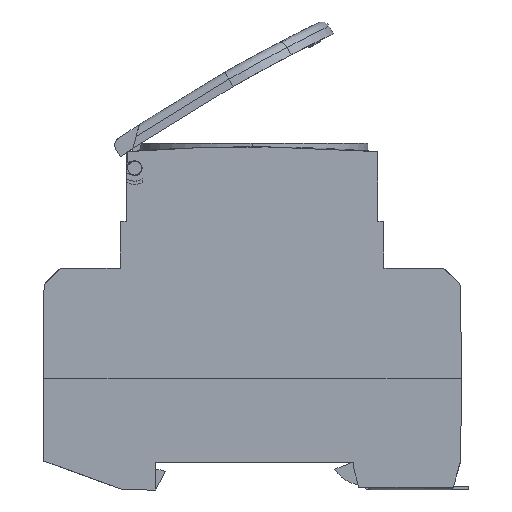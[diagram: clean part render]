
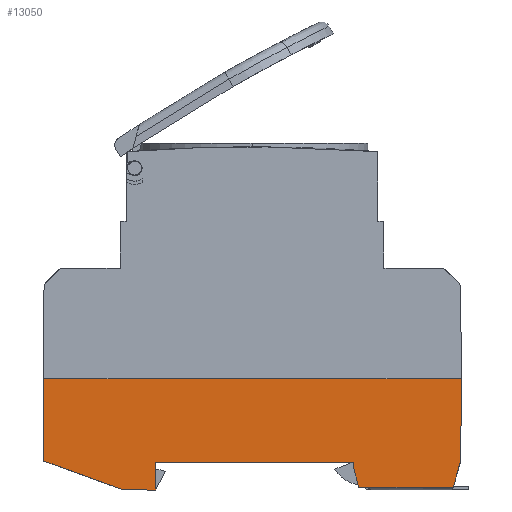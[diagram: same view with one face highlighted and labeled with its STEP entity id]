
A CAD part, left-side view. The second image highlights one B-rep face of the part: STEP entity #13050.
In plain terms, the highlighted planar face has unit normal (-1, 0, -0.009).
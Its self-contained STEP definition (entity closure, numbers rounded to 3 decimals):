
#1596 = EDGE_LOOP ( 'NONE', ( #12666, #12692, #12678, #12673, #12696, #12668, #12701, #11362, #11352, #11338, #11350, #11408, #11315 ) ) ;
#1984 = VERTEX_POINT ( 'NONE', #12134 ) ;
#1990 = VERTEX_POINT ( 'NONE', #12097 ) ;
#2016 = VERTEX_POINT ( 'NONE', #12084 ) ;
#2024 = VERTEX_POINT ( 'NONE', #12111 ) ;
#2041 = VERTEX_POINT ( 'NONE', #12168 ) ;
#2069 = VERTEX_POINT ( 'NONE', #12158 ) ;
#2073 = VERTEX_POINT ( 'NONE', #12147 ) ;
#2074 = VERTEX_POINT ( 'NONE', #12193 ) ;
#2075 = VERTEX_POINT ( 'NONE', #12194 ) ;
#6154 = VERTEX_POINT ( 'NONE', #12177 ) ;
#7315 = VERTEX_POINT ( 'NONE', #12398 ) ;
#7327 = VERTEX_POINT ( 'NONE', #12400 ) ;
#9752 = B_SPLINE_CURVE_WITH_KNOTS ( 'NONE', 3,
 ( #46719, #46753, #46755, #46757 ),
 .UNSPECIFIED., .F., .F.,
 ( 4, 4 ),
 ( 0., 1. ),
 .UNSPECIFIED. ) ;
#9793 = B_SPLINE_CURVE_WITH_KNOTS ( 'NONE', 3,
 ( #45771, #45701, #45667, #45747 ),
 .UNSPECIFIED., .F., .F.,
 ( 4, 4 ),
 ( 0., 1. ),
 .UNSPECIFIED. ) ;
#9865 = B_SPLINE_CURVE_WITH_KNOTS ( 'NONE', 3,
 ( #48032, #48067, #48041, #48057 ),
 .UNSPECIFIED., .F., .F.,
 ( 4, 4 ),
 ( 0., 1. ),
 .UNSPECIFIED. ) ;
#11017 = EDGE_CURVE ( 'NONE', #7327, #7315, #24878, .T. ) ;
#11112 = EDGE_CURVE ( 'NONE', #2024, #2073, #26049, .T. ) ;
#11117 = EDGE_CURVE ( 'NONE', #2073, #2069, #26031, .T. ) ;
#11141 = EDGE_CURVE ( 'NONE', #2016, #1984, #26169, .T. ) ;
#11142 = EDGE_CURVE ( 'NONE', #2041, #1990, #26126, .T. ) ;
#11170 = EDGE_CURVE ( 'NONE', #2074, #2075, #26391, .T. ) ;
#11187 = EDGE_CURVE ( 'NONE', #2075, #2016, #26412, .T. ) ;
#11189 = EDGE_CURVE ( 'NONE', #2069, #2041, #26497, .T. ) ;
#11197 = EDGE_CURVE ( 'NONE', #1984, #7327, #26461, .T. ) ;
#11228 = EDGE_CURVE ( 'NONE', #7315, #2024, #26590, .T. ) ;
#11315 = ORIENTED_EDGE ( 'NONE', *, *, #11187, .F. ) ;
#11338 = ORIENTED_EDGE ( 'NONE', *, *, #11017, .F. ) ;
#11350 = ORIENTED_EDGE ( 'NONE', *, *, #11197, .F. ) ;
#11352 = ORIENTED_EDGE ( 'NONE', *, *, #11228, .F. ) ;
#11362 = ORIENTED_EDGE ( 'NONE', *, *, #11112, .F. ) ;
#11408 = ORIENTED_EDGE ( 'NONE', *, *, #11141, .F. ) ;
#12084 = CARTESIAN_POINT ( 'NONE',  ( -22.326, -36.572, -44.9 ) ) ;
#12097 = CARTESIAN_POINT ( 'NONE',  ( -22.498, 37.955, -25.2 ) ) ;
#12111 = CARTESIAN_POINT ( 'NONE',  ( -22.365, 17.5, -40.35 ) ) ;
#12134 = CARTESIAN_POINT ( 'NONE',  ( -22.326, -19.398, -44.9 ) ) ;
#12147 = CARTESIAN_POINT ( 'NONE',  ( -22.321, 17.5, -45.4 ) ) ;
#12158 = CARTESIAN_POINT ( 'NONE',  ( -22.321, 23.363, -45.4 ) ) ;
#12168 = CARTESIAN_POINT ( 'NONE',  ( -22.367, 37.825, -40.136 ) ) ;
#12177 = CARTESIAN_POINT ( 'NONE',  ( -22.498, 23.975, -25.2 ) ) ;
#12193 = CARTESIAN_POINT ( 'NONE',  ( -22.498, -38.045, -25.2 ) ) ;
#12194 = CARTESIAN_POINT ( 'NONE',  ( -22.368, -37.915, -40.055 ) ) ;
#12398 = CARTESIAN_POINT ( 'NONE',  ( -22.365, -18.5, -40.35 ) ) ;
#12400 = CARTESIAN_POINT ( 'NONE',  ( -22.355, -18.5, -41.55 ) ) ;
#12666 = ORIENTED_EDGE ( 'NONE', *, *, #11170, .F. ) ;
#12668 = ORIENTED_EDGE ( 'NONE', *, *, #11189, .F. ) ;
#12673 = ORIENTED_EDGE ( 'NONE', *, *, #13231, .F. ) ;
#12678 = ORIENTED_EDGE ( 'NONE', *, *, #13190, .F. ) ;
#12692 = ORIENTED_EDGE ( 'NONE', *, *, #13287, .F. ) ;
#12696 = ORIENTED_EDGE ( 'NONE', *, *, #11142, .F. ) ;
#12701 = ORIENTED_EDGE ( 'NONE', *, *, #11117, .F. ) ;
#13050 = ADVANCED_FACE ( 'NONE', ( #41839 ), #41800, .F. ) ;
#13190 = EDGE_CURVE ( 'NONE', #6154, #24379, #9793, .T. ) ;
#13231 = EDGE_CURVE ( 'NONE', #1990, #6154, #9752, .T. ) ;
#13287 = EDGE_CURVE ( 'NONE', #24379, #2074, #9865, .T. ) ;
#24379 = VERTEX_POINT ( 'NONE', #40202 ) ;
#24857 = CARTESIAN_POINT ( 'NONE',  ( -22.355, -18.5, -41.55 ) ) ;
#24878 = LINE ( 'NONE', #24857, #48264 ) ;
#24879 = DIRECTION ( 'NONE',  ( -0.009, 0., 1. ) ) ;
#26031 = LINE ( 'NONE', #26057, #39879 ) ;
#26032 = DIRECTION ( 'NONE',  ( 0.009, 0., -1. ) ) ;
#26049 = LINE ( 'NONE', #26064, #39922 ) ;
#26057 = CARTESIAN_POINT ( 'NONE',  ( -22.321, 65.75, -45.4 ) ) ;
#26059 = DIRECTION ( 'NONE',  ( 0., 1., 0. ) ) ;
#26064 = CARTESIAN_POINT ( 'NONE',  ( -22.301, 17.5, -47.702 ) ) ;
#26124 = DIRECTION ( 'NONE',  ( 0., 1., 0. ) ) ;
#26126 = LINE ( 'NONE', #26221, #39888 ) ;
#26143 = CARTESIAN_POINT ( 'NONE',  ( -22.326, 65.75, -44.9 ) ) ;
#26169 = LINE ( 'NONE', #26143, #39839 ) ;
#26212 = DIRECTION ( 'NONE',  ( -0.009, 0.009, 1. ) ) ;
#26221 = CARTESIAN_POINT ( 'NONE',  ( -22.367, 37.825, -40.136 ) ) ;
#26344 = DIRECTION ( 'NONE',  ( 0.009, 0.009, -1. ) ) ;
#26391 = LINE ( 'NONE', #26392, #39988 ) ;
#26392 = CARTESIAN_POINT ( 'NONE',  ( -22.498, -38.045, -25.2 ) ) ;
#26412 = LINE ( 'NONE', #26492, #39967 ) ;
#26450 = DIRECTION ( 'NONE',  ( -0.003, 0.94, 0.342 ) ) ;
#26461 = LINE ( 'NONE', #26487, #39978 ) ;
#26477 = DIRECTION ( 'NONE',  ( -0.008, 0.259, 0.966 ) ) ;
#26485 = DIRECTION ( 'NONE',  ( 0.008, 0.267, -0.964 ) ) ;
#26487 = CARTESIAN_POINT ( 'NONE',  ( -22.328, -19.317, -44.6 ) ) ;
#26492 = CARTESIAN_POINT ( 'NONE',  ( -22.368, -37.915, -40.055 ) ) ;
#26497 = LINE ( 'NONE', #26498, #39947 ) ;
#26498 = CARTESIAN_POINT ( 'NONE',  ( -22.321, 23.363, -45.4 ) ) ;
#26575 = CARTESIAN_POINT ( 'NONE',  ( -22.365, 65.75, -40.35 ) ) ;
#26578 = DIRECTION ( 'NONE',  ( 0., 1., 0. ) ) ;
#26590 = LINE ( 'NONE', #26575, #39513 ) ;
#39513 = VECTOR ( 'NONE', #26578, 1000. ) ;
#39839 = VECTOR ( 'NONE', #26124, 1000. ) ;
#39879 = VECTOR ( 'NONE', #26059, 1000. ) ;
#39888 = VECTOR ( 'NONE', #26212, 1000. ) ;
#39922 = VECTOR ( 'NONE', #26032, 1000. ) ;
#39947 = VECTOR ( 'NONE', #26450, 1000. ) ;
#39967 = VECTOR ( 'NONE', #26485, 1000. ) ;
#39978 = VECTOR ( 'NONE', #26477, 1000. ) ;
#39988 = VECTOR ( 'NONE', #26344, 1000. ) ;
#40202 = CARTESIAN_POINT ( 'NONE',  ( -22.498, -23.975, -25.2 ) ) ;
#41787 = DIRECTION ( 'NONE',  ( 0.009, 0., -1. ) ) ;
#41800 = PLANE ( 'NONE',  #60242 ) ;
#41812 = CARTESIAN_POINT ( 'NONE',  ( -22.301, 65.75, -47.702 ) ) ;
#41838 = DIRECTION ( 'NONE',  ( 1., 0., 0.009 ) ) ;
#41839 = FACE_OUTER_BOUND ( 'NONE', #1596, .T. ) ;
#45667 = CARTESIAN_POINT ( 'NONE',  ( -22.498, -7.992, -25.2 ) ) ;
#45701 = CARTESIAN_POINT ( 'NONE',  ( -22.498, 7.992, -25.2 ) ) ;
#45747 = CARTESIAN_POINT ( 'NONE',  ( -22.498, -23.975, -25.2 ) ) ;
#45771 = CARTESIAN_POINT ( 'NONE',  ( -22.498, 23.975, -25.2 ) ) ;
#46719 = CARTESIAN_POINT ( 'NONE',  ( -22.498, 37.955, -25.2 ) ) ;
#46753 = CARTESIAN_POINT ( 'NONE',  ( -22.498, 33.295, -25.2 ) ) ;
#46755 = CARTESIAN_POINT ( 'NONE',  ( -22.498, 28.635, -25.2 ) ) ;
#46757 = CARTESIAN_POINT ( 'NONE',  ( -22.498, 23.975, -25.2 ) ) ;
#48032 = CARTESIAN_POINT ( 'NONE',  ( -22.498, -23.975, -25.2 ) ) ;
#48041 = CARTESIAN_POINT ( 'NONE',  ( -22.498, -33.355, -25.2 ) ) ;
#48057 = CARTESIAN_POINT ( 'NONE',  ( -22.498, -38.045, -25.2 ) ) ;
#48067 = CARTESIAN_POINT ( 'NONE',  ( -22.498, -28.665, -25.2 ) ) ;
#48264 = VECTOR ( 'NONE', #24879, 1000. ) ;
#60242 = AXIS2_PLACEMENT_3D ( 'NONE', #41812, #41838, #41787 ) ;
